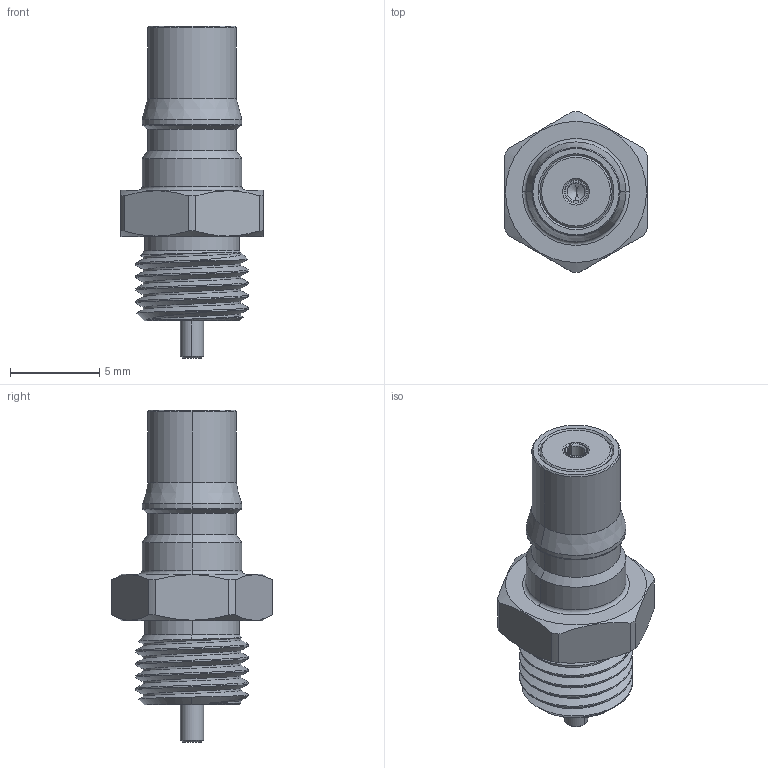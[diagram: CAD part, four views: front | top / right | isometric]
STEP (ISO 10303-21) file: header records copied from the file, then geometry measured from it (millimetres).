
FILE_DESCRIPTION (( 'STEP AP214' ), '1' );
FILE_NAME ('ÑÖÍÊ.434531.029ÑÁ_Ðîçåòêà+äëÿ ïîòðåáèòåëÿ.STEP', '2018-11-28T11:34:21', ( 'User' ), ( '' ), 'SwSTEP 2.0', 'SolidWorks 2016', '' );
FILE_SCHEMA (( 'AUTOMOTIVE_DESIGN' ));
Length unit declared in the file: millimetre
Products named in the file (1): ÑÖÍÊ.434531.029ÑÁ_Ðîçåòêà+äëÿ ïîòðåáèòåëÿ
Bounding box: 8 x 9 x 18.6 mm (x, y, z)
Volume: 455.7 mm3; surface area: 479.5 mm2
Topology: 1 solids, 1 shells, 98 faces, 239 edges, 147 vertices
Faces by surface type: cylinder 35, cone 33, plane 21, torus 6, bspline 3
Entity records: 5089 total; most frequent: CARTESIAN_POINT 1734, ORIENTED_EDGE 474, DIRECTION 473, EDGE_CURVE 237, AXIS2_PLACEMENT_3D 192, VERTEX_POINT 147, EDGE_LOOP 104, UNCERTAINTY_MEASURE_WITH_UNIT 101
